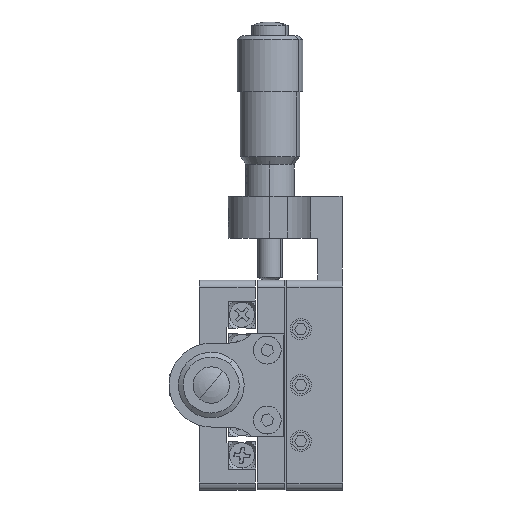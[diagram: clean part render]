
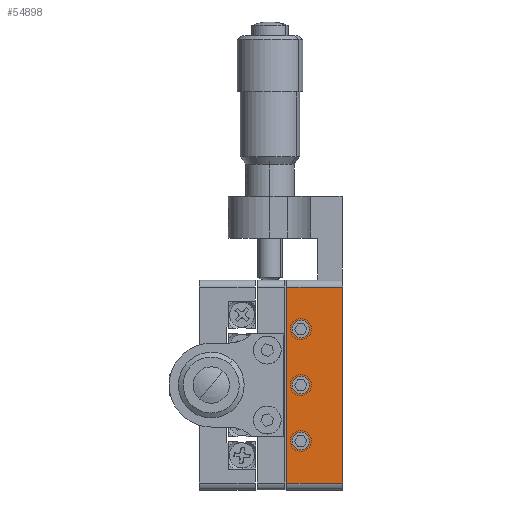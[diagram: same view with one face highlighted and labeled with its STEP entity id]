
A CAD part, left-side view. The second image highlights one B-rep face of the part: STEP entity #54898.
In plain terms, the highlighted planar face has unit normal (-1, 0, 0).
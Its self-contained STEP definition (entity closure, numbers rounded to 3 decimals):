
#818 = CARTESIAN_POINT ( 'NONE',  ( -15., 6., 9.25 ) ) ;
#870 = EDGE_LOOP ( 'NONE', ( #1083, #32841 ) ) ;
#1058 = CIRCLE ( 'NONE', #30912, 1.25 ) ;
#1083 = ORIENTED_EDGE ( 'NONE', *, *, #42289, .F. ) ;
#2215 = ORIENTED_EDGE ( 'NONE', *, *, #37781, .F. ) ;
#2230 = AXIS2_PLACEMENT_3D ( 'NONE', #46420, #7357, #54563 ) ;
#2316 = EDGE_CURVE ( 'NONE', #41930, #12401, #52675, .T. ) ;
#3213 = EDGE_CURVE ( 'NONE', #19188, #46301, #8474, .T. ) ;
#3699 = VERTEX_POINT ( 'NONE', #17989 ) ;
#5974 = CARTESIAN_POINT ( 'NONE',  ( -15., 6., -9.25 ) ) ;
#6336 = DIRECTION ( 'NONE',  ( 0., 0., -1. ) ) ;
#6531 = VECTOR ( 'NONE', #23860, 1000. ) ;
#7060 = AXIS2_PLACEMENT_3D ( 'NONE', #23578, #53885, #18826 ) ;
#7313 = EDGE_CURVE ( 'NONE', #35656, #37106, #28152, .T. ) ;
#7357 = DIRECTION ( 'NONE',  ( -1., 0., 0. ) ) ;
#8308 = DIRECTION ( 'NONE',  ( 0., 0., -1. ) ) ;
#8474 = CIRCLE ( 'NONE', #2230, 1.25 ) ;
#11709 = EDGE_LOOP ( 'NONE', ( #26149, #50341 ) ) ;
#12401 = VERTEX_POINT ( 'NONE', #47331 ) ;
#12702 = LINE ( 'NONE', #20248, #25606 ) ;
#13028 = EDGE_LOOP ( 'NONE', ( #52309, #54363, #2215, #38400 ) ) ;
#13032 = CIRCLE ( 'NONE', #28418, 1.25 ) ;
#13878 = VERTEX_POINT ( 'NONE', #45381 ) ;
#16128 = EDGE_CURVE ( 'NONE', #3699, #34317, #32566, .T. ) ;
#16371 = DIRECTION ( 'NONE',  ( -1., 0., 0. ) ) ;
#16465 = DIRECTION ( 'NONE',  ( -1., 0., 0. ) ) ;
#16498 = VERTEX_POINT ( 'NONE', #39308 ) ;
#17738 = VECTOR ( 'NONE', #20461, 1000. ) ;
#17989 = CARTESIAN_POINT ( 'NONE',  ( -15., 6., -1.25 ) ) ;
#18743 = ORIENTED_EDGE ( 'NONE', *, *, #3213, .F. ) ;
#18826 = DIRECTION ( 'NONE',  ( 0., 0., -1. ) ) ;
#19188 = VERTEX_POINT ( 'NONE', #47523 ) ;
#19218 = DIRECTION ( 'NONE',  ( -1., 0., 0. ) ) ;
#19725 = FACE_BOUND ( 'NONE', #45735, .T. ) ;
#19754 = AXIS2_PLACEMENT_3D ( 'NONE', #25473, #16371, #55996 ) ;
#20248 = CARTESIAN_POINT ( 'NONE',  ( -15., 8., -15. ) ) ;
#20461 = DIRECTION ( 'NONE',  ( 0., 1., 0. ) ) ;
#22654 = CIRCLE ( 'NONE', #50801, 1.25 ) ;
#22974 = EDGE_CURVE ( 'NONE', #34317, #3699, #22654, .T. ) ;
#23464 = DIRECTION ( 'NONE',  ( 0., 0., 1. ) ) ;
#23578 = CARTESIAN_POINT ( 'NONE',  ( -15., 6., 0. ) ) ;
#23783 = EDGE_CURVE ( 'NONE', #16498, #13878, #29290, .T. ) ;
#23860 = DIRECTION ( 'NONE',  ( 0., -1., 0. ) ) ;
#25473 = CARTESIAN_POINT ( 'NONE',  ( -15., 6., -8. ) ) ;
#25606 = VECTOR ( 'NONE', #54946, 1000. ) ;
#25773 = ORIENTED_EDGE ( 'NONE', *, *, #34798, .F. ) ;
#26149 = ORIENTED_EDGE ( 'NONE', *, *, #16128, .F. ) ;
#27941 = FACE_BOUND ( 'NONE', #11709, .T. ) ;
#28152 = CIRCLE ( 'NONE', #19754, 1.25 ) ;
#28260 = PLANE ( 'NONE',  #28445 ) ;
#28418 = AXIS2_PLACEMENT_3D ( 'NONE', #42481, #16465, #46831 ) ;
#28445 = AXIS2_PLACEMENT_3D ( 'NONE', #37389, #50398, #32808 ) ;
#29290 = LINE ( 'NONE', #33224, #17738 ) ;
#29803 = CARTESIAN_POINT ( 'NONE',  ( -15., 6., -8. ) ) ;
#30154 = DIRECTION ( 'NONE',  ( -1., 0., 0. ) ) ;
#30912 = AXIS2_PLACEMENT_3D ( 'NONE', #29803, #30154, #8308 ) ;
#32566 = CIRCLE ( 'NONE', #7060, 1.25 ) ;
#32808 = DIRECTION ( 'NONE',  ( 0., -1., 0. ) ) ;
#32841 = ORIENTED_EDGE ( 'NONE', *, *, #7313, .F. ) ;
#33224 = CARTESIAN_POINT ( 'NONE',  ( -15., 8., 14. ) ) ;
#34039 = FACE_OUTER_BOUND ( 'NONE', #13028, .T. ) ;
#34066 = CARTESIAN_POINT ( 'NONE',  ( -15., 8., -14. ) ) ;
#34317 = VERTEX_POINT ( 'NONE', #43840 ) ;
#34798 = EDGE_CURVE ( 'NONE', #46301, #19188, #13032, .T. ) ;
#35656 = VERTEX_POINT ( 'NONE', #49020 ) ;
#37106 = VERTEX_POINT ( 'NONE', #5974 ) ;
#37389 = CARTESIAN_POINT ( 'NONE',  ( -15., 8., -15. ) ) ;
#37781 = EDGE_CURVE ( 'NONE', #41930, #13878, #12702, .T. ) ;
#38136 = FACE_BOUND ( 'NONE', #870, .T. ) ;
#38333 = EDGE_CURVE ( 'NONE', #12401, #16498, #52769, .T. ) ;
#38400 = ORIENTED_EDGE ( 'NONE', *, *, #2316, .T. ) ;
#39308 = CARTESIAN_POINT ( 'NONE',  ( -15., 0., 14. ) ) ;
#41930 = VERTEX_POINT ( 'NONE', #45153 ) ;
#42289 = EDGE_CURVE ( 'NONE', #37106, #35656, #1058, .T. ) ;
#42481 = CARTESIAN_POINT ( 'NONE',  ( -15., 6., 8. ) ) ;
#43840 = CARTESIAN_POINT ( 'NONE',  ( -15., 6., 1.25 ) ) ;
#45066 = CARTESIAN_POINT ( 'NONE',  ( -15., 0., -15. ) ) ;
#45153 = CARTESIAN_POINT ( 'NONE',  ( -15., 8., -14. ) ) ;
#45212 = CARTESIAN_POINT ( 'NONE',  ( -15., 6., 0. ) ) ;
#45381 = CARTESIAN_POINT ( 'NONE',  ( -15., 8., 14. ) ) ;
#45735 = EDGE_LOOP ( 'NONE', ( #18743, #25773 ) ) ;
#46301 = VERTEX_POINT ( 'NONE', #818 ) ;
#46420 = CARTESIAN_POINT ( 'NONE',  ( -15., 6., 8. ) ) ;
#46831 = DIRECTION ( 'NONE',  ( 0., 0., -1. ) ) ;
#47331 = CARTESIAN_POINT ( 'NONE',  ( -15., 0., -14. ) ) ;
#47523 = CARTESIAN_POINT ( 'NONE',  ( -15., 6., 6.75 ) ) ;
#48029 = VECTOR ( 'NONE', #23464, 1000. ) ;
#49020 = CARTESIAN_POINT ( 'NONE',  ( -15., 6., -6.75 ) ) ;
#50341 = ORIENTED_EDGE ( 'NONE', *, *, #22974, .F. ) ;
#50398 = DIRECTION ( 'NONE',  ( 1., 0., 0. ) ) ;
#50801 = AXIS2_PLACEMENT_3D ( 'NONE', #45212, #19218, #6336 ) ;
#52309 = ORIENTED_EDGE ( 'NONE', *, *, #38333, .T. ) ;
#52675 = LINE ( 'NONE', #34066, #6531 ) ;
#52769 = LINE ( 'NONE', #45066, #48029 ) ;
#53885 = DIRECTION ( 'NONE',  ( -1., 0., 0. ) ) ;
#54363 = ORIENTED_EDGE ( 'NONE', *, *, #23783, .T. ) ;
#54563 = DIRECTION ( 'NONE',  ( 0., 0., -1. ) ) ;
#54898 = ADVANCED_FACE ( 'NONE', ( #27941, #38136, #34039, #19725 ), #28260, .F. ) ;
#54946 = DIRECTION ( 'NONE',  ( 0., 0., 1. ) ) ;
#55996 = DIRECTION ( 'NONE',  ( 0., 0., -1. ) ) ;
